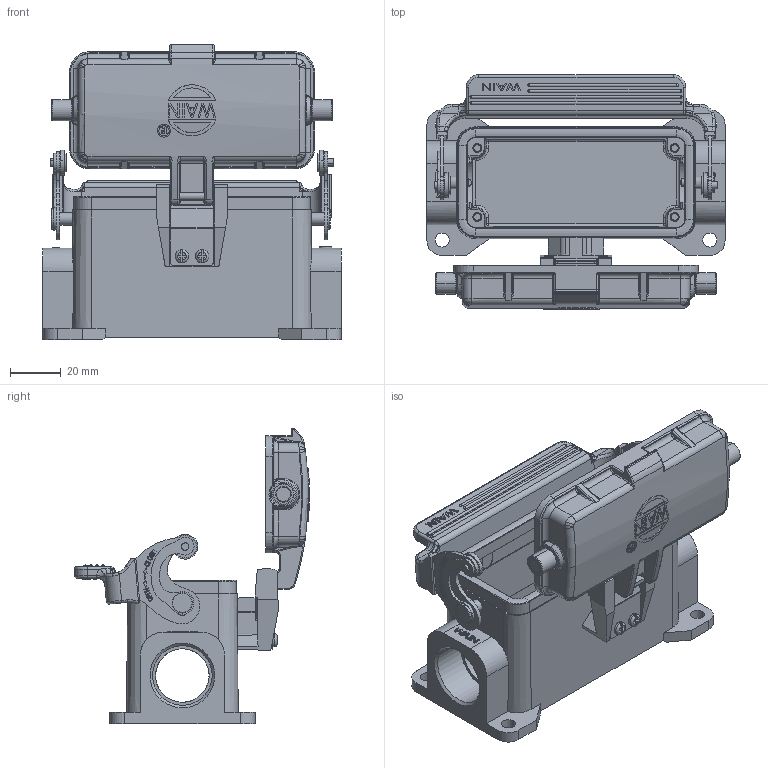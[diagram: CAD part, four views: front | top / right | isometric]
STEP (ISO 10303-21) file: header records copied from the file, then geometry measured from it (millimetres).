
FILE_DESCRIPTION(/* description */ (''),/* implementation_level */ '2;1');
FILE_NAME(/* name */ '3D_1240162611123_HV16B-SF-1L_SC-MCV-2M25_V1.1.stp',/* time_stamp */ '2024-01-03T13:24:41+08:00',/* author */ (''),/* organization */ (''),/* preprocessor_version */ 'ST-DEVELOPER v18.1',/* originating_system */ 'SIEMENS PLM Software NX 1980',/* authorisation */ '');
FILE_SCHEMA (('AUTOMOTIVE_DESIGN { 1 0 10303 214 3 1 1 1 }'));
Products named in the file (1): 145913980AD9o04e
Bounding box: 117 x 92.15 x 116.1 mm (x, y, z)
Volume: 133729.5 mm3; surface area: 94634.4 mm2
Topology: 31 solids, 33 shells, 2166 faces, 5652 edges, 3626 vertices
Faces by surface type: cylinder 933, plane 853, torus 178, bspline 66, cone 60, sphere 38, extrusion 38
Full cylindrical faces by diameter (mm): 1.9 x2, 3 x6, 4 x2, 4.9 x2, 8 x2, 21 x2, 23.4 x1, 23.5 x1
Entity records: 85913 total; most frequent: CARTESIAN_POINT 35165, ORIENTED_EDGE 11157, DIRECTION 9161, EDGE_CURVE 5582, VERTEX_POINT 3611, AXIS2_PLACEMENT_3D 3303, VECTOR 2555, LINE 2517
